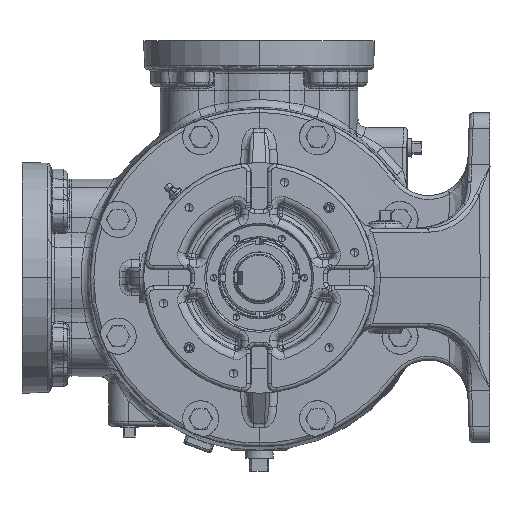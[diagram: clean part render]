
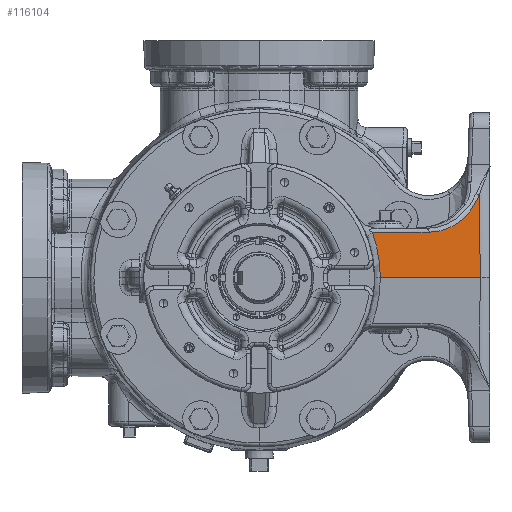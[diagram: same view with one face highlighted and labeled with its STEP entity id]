
A CAD part, left-side view. The second image highlights one B-rep face of the part: STEP entity #116104.
In plain terms, the highlighted planar face has unit normal (-0.642, -0.766, 0.035).
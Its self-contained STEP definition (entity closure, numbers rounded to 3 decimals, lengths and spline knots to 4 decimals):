
#3010 = EDGE_CURVE ( 'NONE', #218735, #79478, #87487, .T. ) ;
#7175 = VERTEX_POINT ( 'NONE', #201483 ) ;
#9026 = ORIENTED_EDGE ( 'NONE', *, *, #60207, .T. ) ;
#10502 = CARTESIAN_POINT ( 'NONE',  ( -5.3907, -7.2054, 0. ) ) ;
#13225 = CARTESIAN_POINT ( 'NONE',  ( -7.7607, -5.1537, 1.3842 ) ) ;
#15163 = VERTEX_POINT ( 'NONE', #13225 ) ;
#36599 = CARTESIAN_POINT ( 'NONE',  ( -9.5972, -3.6757, 0. ) ) ;
#40691 = EDGE_CURVE ( 'NONE', #15163, #7175, #157356, .T. ) ;
#60207 = EDGE_CURVE ( 'NONE', #79478, #234343, #78558, .T. ) ;
#62218 = CARTESIAN_POINT ( 'NONE',  ( -5.3596, -7.1684, 1.3842 ) ) ;
#64646 = ORIENTED_EDGE ( 'NONE', *, *, #112402, .T. ) ;
#75513 = VECTOR ( 'NONE', #173694, 39.3701 ) ;
#77325 = CARTESIAN_POINT ( 'NONE',  ( -5.8632, -6.6524, 3.434 ) ) ;
#78558 = LINE ( 'NONE', #77325, #128340 ) ;
#79091 = CARTESIAN_POINT ( 'NONE',  ( -9.8089, -3.435, 1.3842 ) ) ;
#79478 = VERTEX_POINT ( 'NONE', #241364 ) ;
#87487 = LINE ( 'NONE', #221483, #200655 ) ;
#95360 = CARTESIAN_POINT ( 'NONE',  ( -9.575, -3.6728, 0.4726 ) ) ;
#96379 = CARTESIAN_POINT ( 'NONE',  ( -9.5972, -3.6757, 0. ) ) ;
#105944 = CARTESIAN_POINT ( 'NONE',  ( -5.896, -6.6677, 2.4956 ) ) ;
#112402 = EDGE_CURVE ( 'NONE', #234343, #15163, #156972, .T. ) ;
#116104 = ADVANCED_FACE ( 'Defeatured_0_2924', ( #123219 ), #182064, .T. ) ;
#120772 = ORIENTED_EDGE ( 'NONE', *, *, #177954, .T. ) ;
#123219 = FACE_OUTER_BOUND ( 'NONE', #152614, .T. ) ;
#128340 = VECTOR ( 'NONE', #194939, 39.3701 ) ;
#148841 = CARTESIAN_POINT ( 'NONE',  ( -7.7607, -5.1537, 1.3842 ) ) ;
#151277 = CARTESIAN_POINT ( 'NONE',  ( -6.2759, -6.3809, 1.7931 ) ) ;
#152614 = EDGE_LOOP ( 'NONE', ( #197067, #120772, #241073, #9026, #64646 ) ) ;
#156972 =( BOUNDED_CURVE ( )  B_SPLINE_CURVE ( 3, ( #208940, #151277, #167648, #148841 ),
 .UNSPECIFIED., .F., .T. ) 
 B_SPLINE_CURVE_WITH_KNOTS ( ( 4, 4 ),
 ( 3.5831, 4.6581 ),
 .UNSPECIFIED. ) 
 CURVE ( )  GEOMETRIC_REPRESENTATION_ITEM ( )  RATIONAL_B_SPLINE_CURVE ( ( 1., 0.906, 0.906, 1. ) ) 
 REPRESENTATION_ITEM ( '' )  );
#157356 = LINE ( 'NONE', #62218, #75513 ) ;
#161401 = DIRECTION ( 'NONE',  ( 0.766, -0.643, 0. ) ) ;
#167648 = CARTESIAN_POINT ( 'NONE',  ( -6.962, -5.8238, 1.3842 ) ) ;
#173694 = DIRECTION ( 'NONE',  ( -0.766, 0.643, 0. ) ) ;
#177954 = EDGE_CURVE ( 'NONE', #7175, #218735, #219170, .T. ) ;
#179588 = DIRECTION ( 'NONE',  ( 0.766, -0.643, 0. ) ) ;
#182064 = PLANE ( 'NONE',  #209582 ) ;
#194939 = DIRECTION ( 'NONE',  ( 0.035, 0.016, 0.999 ) ) ;
#197067 = ORIENTED_EDGE ( 'NONE', *, *, #40691, .T. ) ;
#200655 = VECTOR ( 'NONE', #161401, 39.3701 ) ;
#201483 = CARTESIAN_POINT ( 'NONE',  ( -9.8089, -3.435, 1.3842 ) ) ;
#208940 = CARTESIAN_POINT ( 'NONE',  ( -5.896, -6.6677, 2.4956 ) ) ;
#209582 = AXIS2_PLACEMENT_3D ( 'NONE', #10502, #239694, #179588 ) ;
#218735 = VERTEX_POINT ( 'NONE', #96379 ) ;
#219170 =( BOUNDED_CURVE ( )  B_SPLINE_CURVE ( 3, ( #79091, #230624, #95360, #36599 ),
 .UNSPECIFIED., .F., .F. ) 
 B_SPLINE_CURVE_WITH_KNOTS ( ( 4, 4 ),
 ( 2.8489, 3.181 ),
 .UNSPECIFIED. ) 
 CURVE ( )  GEOMETRIC_REPRESENTATION_ITEM ( )  RATIONAL_B_SPLINE_CURVE ( ( 1., 0.991, 0.991, 1. ) ) 
 REPRESENTATION_ITEM ( '' )  );
#221483 = CARTESIAN_POINT ( 'NONE',  ( -5.3907, -7.2054, 0. ) ) ;
#230624 = CARTESIAN_POINT ( 'NONE',  ( -9.6462, -3.5918, 0.9383 ) ) ;
#234343 = VERTEX_POINT ( 'NONE', #105944 ) ;
#239694 = DIRECTION ( 'NONE',  ( -0.642, -0.766, 0.035 ) ) ;
#241073 = ORIENTED_EDGE ( 'NONE', *, *, #3010, .T. ) ;
#241364 = CARTESIAN_POINT ( 'NONE',  ( -5.9831, -6.7083, 0. ) ) ;
